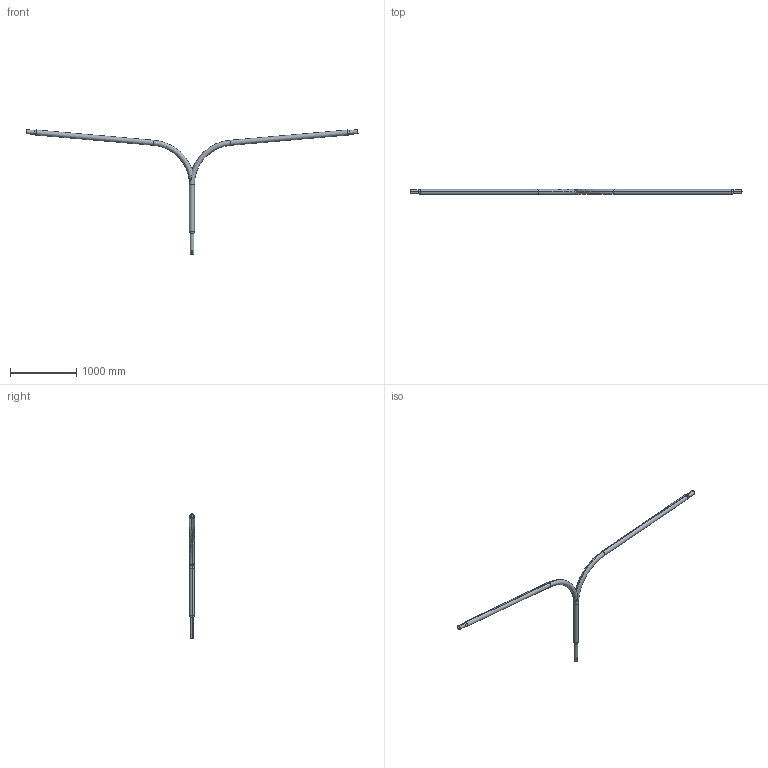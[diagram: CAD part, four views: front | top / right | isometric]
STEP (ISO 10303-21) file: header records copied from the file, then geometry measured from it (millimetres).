
FILE_DESCRIPTION (( 'STEP AP214' ), '1' );
FILE_NAME ('130230KXXX T225BK 4607998 T-KARTIOVARSI_3D.step', '2022-05-29T11:57:15', ( '' ), ( '' ), 'SwSTEP 2.0', 'SolidWorks 2021', '' );
FILE_SCHEMA (( 'AUTOMOTIVE_DESIGN' ));
Length unit declared in the file: millimetre
Products named in the file (3): 130230KXXX T225BK 4607998 T-KARTIOVARSI_3D; T-VARREN PIDEMPI AIHIO_T225BK; T-VARREN LYHYEMPI AIHIO_T225BK
Assembly tree (2 placements, depth 2):
  130230KXXX T225BK 4607998 T-KARTIOVARSI_3D
    T-VARREN PIDEMPI AIHIO_T225BK
    T-VARREN LYHYEMPI AIHIO_T225BK
Bounding box: 5005.29 x 76.1 x 1879.96 mm (x, y, z)
Volume: 4332763.4 mm3; surface area: 2988354.8 mm2
Topology: 2 solids, 2 shells, 68 faces, 152 edges, 86 vertices
Faces by surface type: cylinder 30, torus 22, plane 9, bspline 5, cone 2
Entity records: 4782 total; most frequent: CARTESIAN_POINT 3150, DIRECTION 356, ORIENTED_EDGE 304, AXIS2_PLACEMENT_3D 154, EDGE_CURVE 152, CIRCLE 86, VERTEX_POINT 86, EDGE_LOOP 72
